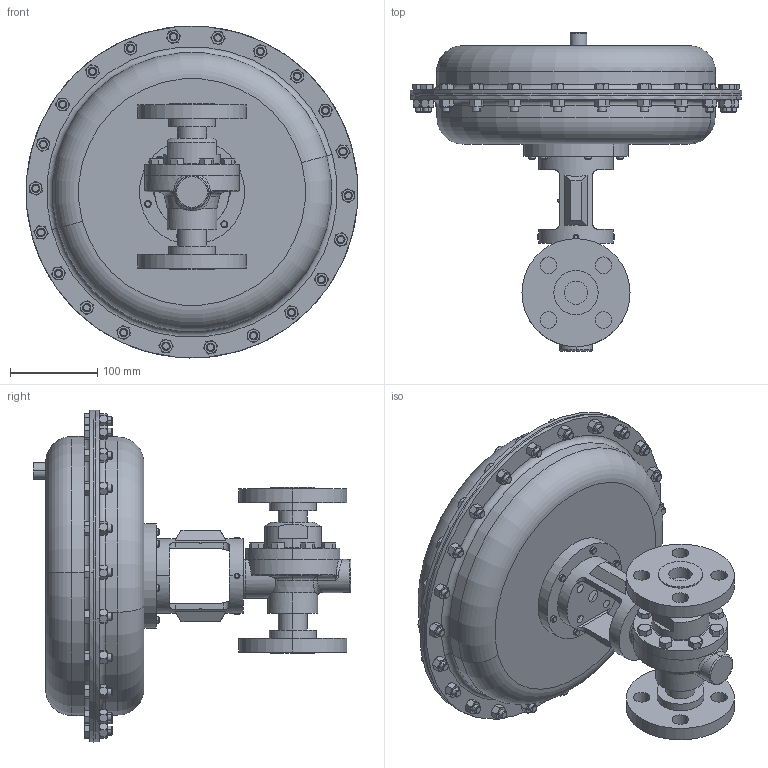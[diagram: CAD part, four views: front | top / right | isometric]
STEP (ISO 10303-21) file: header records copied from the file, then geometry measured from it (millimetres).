
FILE_DESCRIPTION (( 'STEP AP203' ), '1' );
FILE_NAME ('70-100-CS+S6-F3-85M.STEP', '2017-08-30T16:21:26', ( '' ), ( '' ), 'SwSTEP 2.0', 'SolidWorks 2014', '' );
FILE_SCHEMA (( 'CONFIG_CONTROL_DESIGN' ));
Length unit declared in the file: inch
Products named in the file (1): 70-100-CS+S6-F3-85M
Bounding box: 380.89 x 364.78 x 380.96 mm (x, y, z)
Volume: 10559111.6 mm3; surface area: 484273 mm2
Topology: 1 solids, 1 shells, 1143 faces, 2579 edges, 1541 vertices
Faces by surface type: cone 515, plane 446, cylinder 155, torus 19, bspline 6, sphere 2
Full cylindrical faces by diameter (mm): 6.528 x1, 9.525 x4, 14.732 x1
Entity records: 36124 total; most frequent: CARTESIAN_POINT 11892, ORIENTED_EDGE 5154, DIRECTION 4741, EDGE_CURVE 2577, AXIS2_PLACEMENT_3D 1986, VERTEX_POINT 1541, EDGE_LOOP 1266, FACE_OUTER_BOUND 1143
